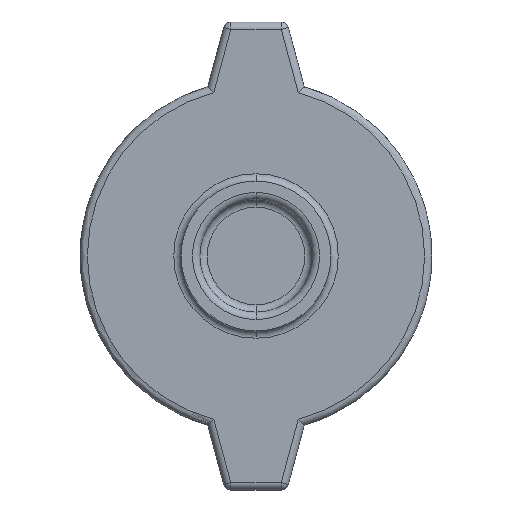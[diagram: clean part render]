
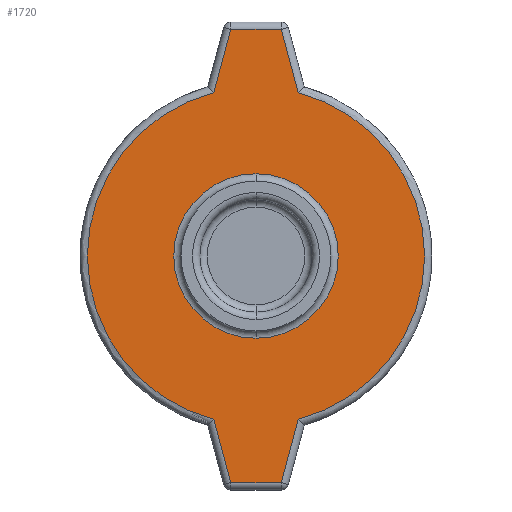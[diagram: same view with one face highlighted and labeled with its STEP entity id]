
A CAD part, left-side view. The second image highlights one B-rep face of the part: STEP entity #1720.
In plain terms, the highlighted planar face has unit normal (-1, 0, 0).
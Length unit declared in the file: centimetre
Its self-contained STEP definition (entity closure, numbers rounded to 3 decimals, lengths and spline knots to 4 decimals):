
#3 = AXIS2_PLACEMENT_3D ( 'NONE', #6556, #5294, #1334 ) ;
#6 = VERTEX_POINT ( 'NONE', #1657 ) ;
#177 = AXIS2_PLACEMENT_3D ( 'NONE', #1882, #6500, #2554 ) ;
#400 = CARTESIAN_POINT ( 'NONE',  ( -0.635, -1.0883, -0.2916 ) ) ;
#401 = CARTESIAN_POINT ( 'NONE',  ( -0.635, -1.0883, 0.2916 ) ) ;
#497 = EDGE_CURVE ( 'NONE', #7941, #6, #2001, .T. ) ;
#585 = CIRCLE ( 'NONE', #5469, 1.116 ) ;
#724 = EDGE_CURVE ( 'NONE', #1917, #6938, #5833, .T. ) ;
#909 = EDGE_CURVE ( 'NONE', #2265, #1772, #2511, .T. ) ;
#1179 = ORIENTED_EDGE ( 'NONE', *, *, #3757, .T. ) ;
#1285 = VERTEX_POINT ( 'NONE', #4770 ) ;
#1303 = LINE ( 'NONE', #8364, #4610 ) ;
#1334 = DIRECTION ( 'NONE',  ( 0., 0., -1. ) ) ;
#1398 = FACE_BOUND ( 'NONE', #8566, .T. ) ;
#1423 = LINE ( 'NONE', #1814, #8044 ) ;
#1611 = AXIS2_PLACEMENT_3D ( 'NONE', #2279, #6891, #2937 ) ;
#1622 = CARTESIAN_POINT ( 'NONE',  ( -0.635, 0.3425, -3.075 ) ) ;
#1657 = CARTESIAN_POINT ( 'NONE',  ( -0.635, 0.5731, -2.2147 ) ) ;
#1660 = CARTESIAN_POINT ( 'NONE',  ( -0.635, 0., 0. ) ) ;
#1720 = ADVANCED_FACE ( 'NONE', ( #1398, #8229 ), #3967, .F. ) ;
#1754 = DIRECTION ( 'NONE',  ( 0., 0.259, 0.966 ) ) ;
#1772 = VERTEX_POINT ( 'NONE', #7987 ) ;
#1814 = CARTESIAN_POINT ( 'NONE',  ( -0.635, 1.0883, -0.2916 ) ) ;
#1882 = CARTESIAN_POINT ( 'NONE',  ( -0.635, 0., 0. ) ) ;
#1917 = VERTEX_POINT ( 'NONE', #4365 ) ;
#1959 = DIRECTION ( 'NONE',  ( 1., 0., 0. ) ) ;
#2001 = CIRCLE ( 'NONE', #8025, 2.2876 ) ;
#2159 = EDGE_CURVE ( 'NONE', #7035, #4442, #7257, .T. ) ;
#2265 = VERTEX_POINT ( 'NONE', #3808 ) ;
#2279 = CARTESIAN_POINT ( 'NONE',  ( -0.635, 0., 0. ) ) ;
#2310 = DIRECTION ( 'NONE',  ( 0., 0.259, -0.966 ) ) ;
#2311 = VECTOR ( 'NONE', #5013, 100. ) ;
#2315 = DIRECTION ( 'NONE',  ( 0., 0., -1. ) ) ;
#2511 = CIRCLE ( 'NONE', #1611, 1.116 ) ;
#2554 = DIRECTION ( 'NONE',  ( 0., 0., -1. ) ) ;
#2937 = DIRECTION ( 'NONE',  ( 0., 0., -1. ) ) ;
#3004 = VECTOR ( 'NONE', #4448, 100. ) ;
#3427 = EDGE_CURVE ( 'NONE', #6, #7042, #1423, .T. ) ;
#3591 = ORIENTED_EDGE ( 'NONE', *, *, #5081, .T. ) ;
#3757 = EDGE_CURVE ( 'NONE', #1772, #2265, #585, .T. ) ;
#3804 = CARTESIAN_POINT ( 'NONE',  ( -0.635, 0., -3.075 ) ) ;
#3808 = CARTESIAN_POINT ( 'NONE',  ( -0.635, 0., -1.116 ) ) ;
#3941 = CARTESIAN_POINT ( 'NONE',  ( -0.635, -0.3425, 3.075 ) ) ;
#3967 = PLANE ( 'NONE',  #3 ) ;
#4193 = CARTESIAN_POINT ( 'NONE',  ( -0.635, -0.5731, 2.2147 ) ) ;
#4356 = ORIENTED_EDGE ( 'NONE', *, *, #8251, .T. ) ;
#4365 = CARTESIAN_POINT ( 'NONE',  ( -0.635, -0.3425, -3.075 ) ) ;
#4411 = CARTESIAN_POINT ( 'NONE',  ( -0.635, 0.5731, 2.2147 ) ) ;
#4442 = VERTEX_POINT ( 'NONE', #3941 ) ;
#4448 = DIRECTION ( 'NONE',  ( 0., -1., 0. ) ) ;
#4610 = VECTOR ( 'NONE', #7705, 100. ) ;
#4770 = CARTESIAN_POINT ( 'NONE',  ( -0.635, 0.3425, 3.075 ) ) ;
#4790 = CARTESIAN_POINT ( 'NONE',  ( -0.635, -0.5731, -2.2147 ) ) ;
#4954 = ORIENTED_EDGE ( 'NONE', *, *, #6143, .T. ) ;
#5013 = DIRECTION ( 'NONE',  ( 0., -0.259, 0.966 ) ) ;
#5065 = LINE ( 'NONE', #6269, #8604 ) ;
#5081 = EDGE_CURVE ( 'NONE', #4442, #1285, #1303, .T. ) ;
#5294 = DIRECTION ( 'NONE',  ( 1., 0., 0. ) ) ;
#5469 = AXIS2_PLACEMENT_3D ( 'NONE', #5920, #1959, #6573 ) ;
#5633 = ORIENTED_EDGE ( 'NONE', *, *, #497, .T. ) ;
#5833 = LINE ( 'NONE', #400, #2311 ) ;
#5920 = CARTESIAN_POINT ( 'NONE',  ( -0.635, 0., 0. ) ) ;
#6143 = EDGE_CURVE ( 'NONE', #1285, #7941, #5065, .T. ) ;
#6269 = CARTESIAN_POINT ( 'NONE',  ( -0.635, 1.0883, 0.2916 ) ) ;
#6277 = DIRECTION ( 'NONE',  ( -1., 0., 0. ) ) ;
#6326 = ORIENTED_EDGE ( 'NONE', *, *, #2159, .T. ) ;
#6365 = EDGE_CURVE ( 'NONE', #7042, #1917, #8283, .T. ) ;
#6411 = ORIENTED_EDGE ( 'NONE', *, *, #6365, .T. ) ;
#6424 = DIRECTION ( 'NONE',  ( 0., -0.259, -0.966 ) ) ;
#6500 = DIRECTION ( 'NONE',  ( -1., 0., 0. ) ) ;
#6556 = CARTESIAN_POINT ( 'NONE',  ( -0.635, 0., 0. ) ) ;
#6573 = DIRECTION ( 'NONE',  ( 0., 0., -1. ) ) ;
#6764 = EDGE_LOOP ( 'NONE', ( #4954, #5633, #7723, #6411, #7069, #4356, #6326, #3591 ) ) ;
#6891 = DIRECTION ( 'NONE',  ( 1., 0., 0. ) ) ;
#6938 = VERTEX_POINT ( 'NONE', #4790 ) ;
#7035 = VERTEX_POINT ( 'NONE', #4193 ) ;
#7042 = VERTEX_POINT ( 'NONE', #1622 ) ;
#7049 = VECTOR ( 'NONE', #1754, 100. ) ;
#7069 = ORIENTED_EDGE ( 'NONE', *, *, #724, .T. ) ;
#7257 = LINE ( 'NONE', #401, #7049 ) ;
#7705 = DIRECTION ( 'NONE',  ( 0., 1., 0. ) ) ;
#7723 = ORIENTED_EDGE ( 'NONE', *, *, #3427, .T. ) ;
#7898 = ORIENTED_EDGE ( 'NONE', *, *, #909, .T. ) ;
#7941 = VERTEX_POINT ( 'NONE', #4411 ) ;
#7987 = CARTESIAN_POINT ( 'NONE',  ( -0.635, 0., 1.116 ) ) ;
#8025 = AXIS2_PLACEMENT_3D ( 'NONE', #1660, #6277, #2315 ) ;
#8044 = VECTOR ( 'NONE', #6424, 100. ) ;
#8229 = FACE_OUTER_BOUND ( 'NONE', #6764, .T. ) ;
#8251 = EDGE_CURVE ( 'NONE', #6938, #7035, #8443, .T. ) ;
#8283 = LINE ( 'NONE', #3804, #3004 ) ;
#8364 = CARTESIAN_POINT ( 'NONE',  ( -0.635, 0.4193, 3.075 ) ) ;
#8443 = CIRCLE ( 'NONE', #177, 2.2876 ) ;
#8566 = EDGE_LOOP ( 'NONE', ( #7898, #1179 ) ) ;
#8604 = VECTOR ( 'NONE', #2310, 100. ) ;
